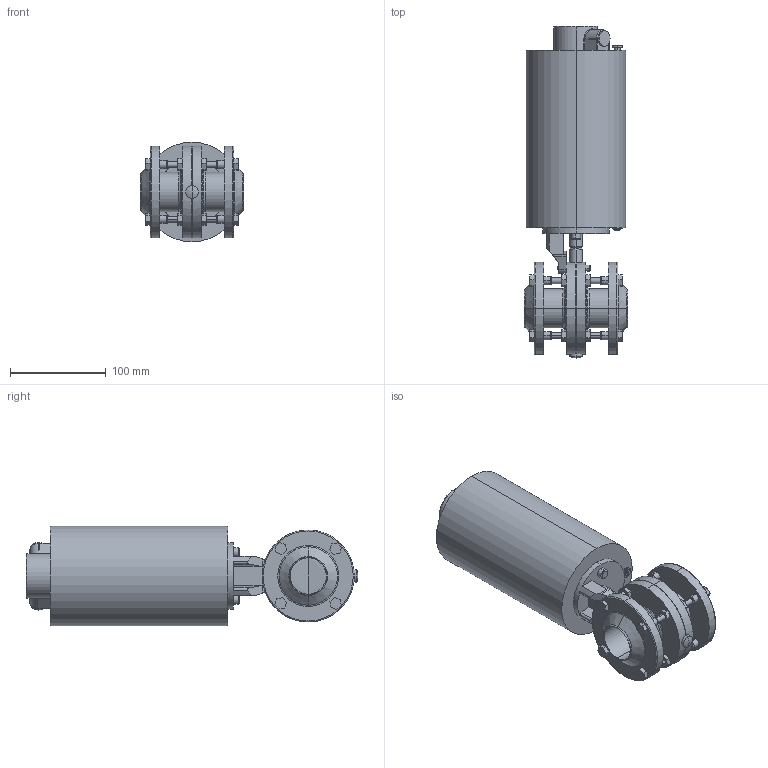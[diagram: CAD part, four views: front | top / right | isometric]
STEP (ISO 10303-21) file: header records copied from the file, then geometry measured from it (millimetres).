
FILE_DESCRIPTION (( 'STEP AP203' ), '1' );
FILE_NAME ('3D-M4510_DN40_174501160_174501185..STEP', '2024-09-20T07:46:02', ( '' ), ( '' ), 'SwSTEP 2.0', 'SolidWorks 2024', '' );
FILE_SCHEMA (( 'CONFIG_CONTROL_DESIGN' ));
Length unit declared in the file: millimetre
Products named in the file (1): 3D-M4510_DN40_174501160_174501185.
Bounding box: 108.31 x 346.44 x 104 mm (x, y, z)
Volume: 1959351.1 mm3; surface area: 179525.2 mm2
Topology: 3 solids, 12 shells, 458 faces, 1051 edges, 669 vertices
Faces by surface type: plane 221, cylinder 148, torus 55, cone 26, sphere 6, bspline 2
Entity records: 13942 total; most frequent: CARTESIAN_POINT 3196, DIRECTION 2329, ORIENTED_EDGE 2102, EDGE_CURVE 1051, AXIS2_PLACEMENT_3D 868, VERTEX_POINT 669, LINE 593, VECTOR 593
